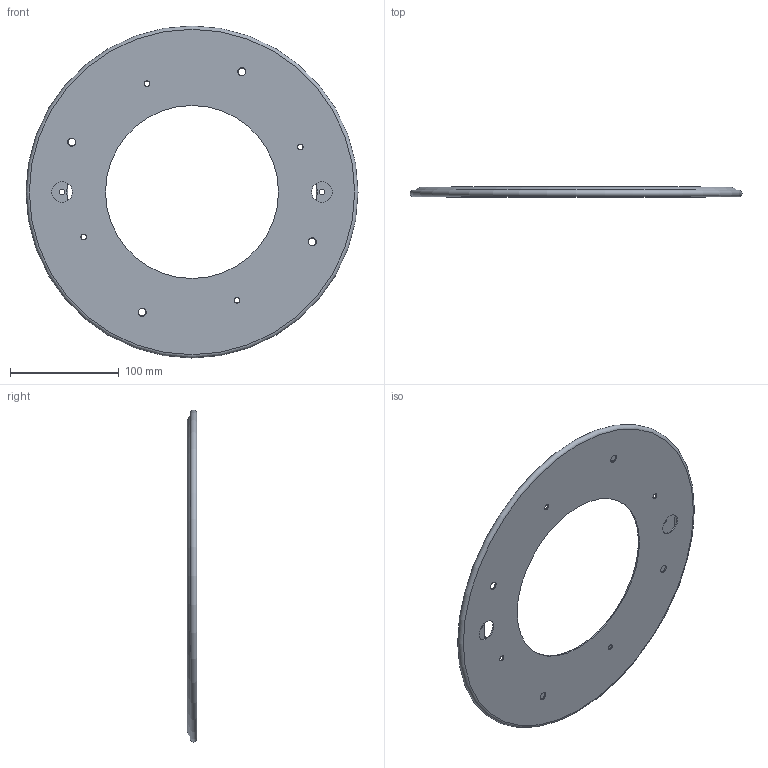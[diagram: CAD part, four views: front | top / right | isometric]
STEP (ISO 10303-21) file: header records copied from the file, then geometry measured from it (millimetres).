
FILE_DESCRIPTION(/* description */ (''),/* implementation_level */ '2;1');
FILE_NAME(/* name */ '12in lazy susan.step',/* time_stamp */ '2021-05-04T03:12:11-07:00',/* author */ (''),/* organization */ (''),/* preprocessor_version */ 'ST-DEVELOPER v18.1',/* originating_system */ 'Autodesk Translation Framework v10.6.0.1341',/* authorisation */ '');
FILE_SCHEMA (('AUTOMOTIVE_DESIGN { 1 0 10303 214 3 1 1 }'));
Length unit declared in the file: millimetre
Products named in the file (3): 12in lazy susan; Component1; Component2
Assembly tree (2 placements, depth 2):
  12in lazy susan
    Component1
    Component2
Bounding box: 304.8 x 8.89 x 304.8 mm (x, y, z)
Volume: 113011 mm3; surface area: 184662.1 mm2
Topology: 2 solids, 2 shells, 40 faces, 100 edges, 64 vertices
Faces by surface type: cylinder 23, torus 12, plane 4, cone 1
Full cylindrical faces by diameter (mm): 3.302 x4, 5.08 x8, 6.985 x4, 7.239 x4, 19.05 x2, 158.75 x1
Entity records: 1424 total; most frequent: DIRECTION 266, CARTESIAN_POINT 209, ORIENTED_EDGE 200, AXIS2_PLACEMENT_3D 121, EDGE_CURVE 100, EDGE_LOOP 88, CIRCLE 76, VERTEX_POINT 64
